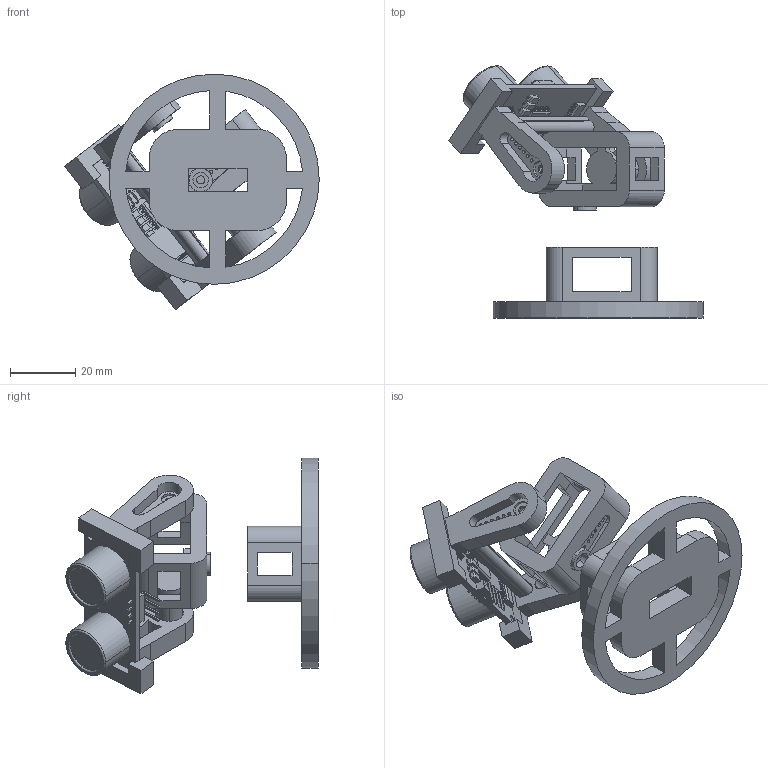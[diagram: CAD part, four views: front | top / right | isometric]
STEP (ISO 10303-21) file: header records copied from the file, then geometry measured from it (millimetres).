
FILE_DESCRIPTION (( 'STEP AP214' ), '1' );
FILE_NAME ('Tutucu Assem.STEP', '2020-11-25T13:39:08', ( '' ), ( '' ), 'SwSTEP 2.0', 'SolidWorks 2018', '' );
FILE_SCHEMA (( 'AUTOMOTIVE_DESIGN' ));
Length unit declared in the file: millimetre
Products named in the file (12): HC-SR04 Kristal; Tutucu Assem; HC-SR04 Ping Sensor Assem; Cpu1 SMT; Sensor tutucu_Varsayilan; SG90 plastic Horn (1); 14lu SMT pin; Servo tutucu_Varsayilan; 3lu pin Pin 90 Derece Pin baglantisi; Alt servo tutucu_Varsayilan; PCB; Donusturucu
Assembly tree (20 placements, depth 3):
  Tutucu Assem
    Alt servo tutucu_Varsayilan
    Sensor tutucu_Varsayilan
    Servo tutucu_Varsayilan
    HC-SR04 Ping Sensor Assem
      PCB
      Donusturucu  x2
      3lu pin Pin 90 Derece Pin baglantisi
      14lu SMT pin  x3
      Cpu1 SMT  x6
      HC-SR04 Kristal
    SG90 plastic Horn (1)  x2
Bounding box: 77.84 x 77.19 x 72.1 mm (x, y, z)
Volume: 35336.1 mm3; surface area: 25550.8 mm2
Topology: 19 solids, 19 shells, 1145 faces, 3067 edges, 2030 vertices
Faces by surface type: plane 804, cylinder 330, torus 11
Entity records: 17960 total; most frequent: CARTESIAN_POINT 3043, ORIENTED_EDGE 2970, DIRECTION 2966, EDGE_CURVE 1485, VECTOR 1168, LINE 1168, VERTEX_POINT 976, AXIS2_PLACEMENT_3D 899
